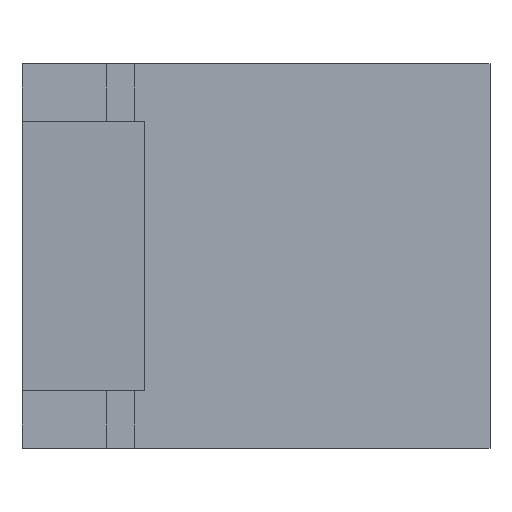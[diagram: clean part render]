
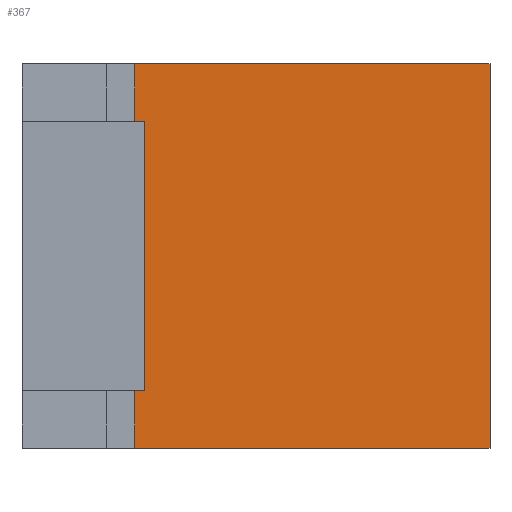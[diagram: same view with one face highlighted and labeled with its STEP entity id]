
A CAD part, front view. The second image highlights one B-rep face of the part: STEP entity #367.
In plain terms, the highlighted planar face has unit normal (0, -1, 0).
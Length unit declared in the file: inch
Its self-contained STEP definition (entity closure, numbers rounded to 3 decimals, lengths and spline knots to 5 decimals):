
#21=FACE_OUTER_BOUND('',#40,.T.);
#40=EDGE_LOOP('',(#272,#273,#274,#275,#276,#277,#278,#279));
#63=LINE('',#528,#114);
#68=LINE('',#539,#119);
#78=LINE('',#558,#129);
#79=LINE('',#561,#130);
#80=LINE('',#563,#131);
#81=LINE('',#565,#132);
#82=LINE('',#567,#133);
#83=LINE('',#568,#134);
#114=VECTOR('',#431,0.3937);
#119=VECTOR('',#440,0.3937);
#129=VECTOR('',#452,0.3937);
#130=VECTOR('',#455,0.3937);
#131=VECTOR('',#456,0.3937);
#132=VECTOR('',#457,0.3937);
#133=VECTOR('',#458,0.3937);
#134=VECTOR('',#459,0.3937);
#162=VERTEX_POINT('',#522);
#164=VERTEX_POINT('',#526);
#168=VERTEX_POINT('',#538);
#176=VERTEX_POINT('',#556);
#177=VERTEX_POINT('',#560);
#178=VERTEX_POINT('',#562);
#179=VERTEX_POINT('',#564);
#180=VERTEX_POINT('',#566);
#199=EDGE_CURVE('',#162,#164,#63,.T.);
#204=EDGE_CURVE('',#168,#162,#68,.T.);
#214=EDGE_CURVE('',#164,#176,#78,.T.);
#215=EDGE_CURVE('',#176,#177,#79,.T.);
#216=EDGE_CURVE('',#178,#177,#80,.T.);
#217=EDGE_CURVE('',#179,#178,#81,.T.);
#218=EDGE_CURVE('',#180,#179,#82,.T.);
#219=EDGE_CURVE('',#180,#168,#83,.T.);
#272=ORIENTED_EDGE('',*,*,#204,.T.);
#273=ORIENTED_EDGE('',*,*,#199,.T.);
#274=ORIENTED_EDGE('',*,*,#214,.T.);
#275=ORIENTED_EDGE('',*,*,#215,.T.);
#276=ORIENTED_EDGE('',*,*,#216,.F.);
#277=ORIENTED_EDGE('',*,*,#217,.F.);
#278=ORIENTED_EDGE('',*,*,#218,.F.);
#279=ORIENTED_EDGE('',*,*,#219,.T.);
#348=PLANE('',#400);
#367=ADVANCED_FACE('',(#21),#348,.T.);
#400=AXIS2_PLACEMENT_3D('',#559,#453,#454);
#431=DIRECTION('',(0.,0.,-1.));
#440=DIRECTION('',(1.,0.,0.));
#452=DIRECTION('',(-1.,0.,0.));
#453=DIRECTION('center_axis',(0.,-1.,0.));
#454=DIRECTION('ref_axis',(-1.,0.,0.));
#455=DIRECTION('',(0.,0.,-1.));
#456=DIRECTION('',(-1.,0.,0.));
#457=DIRECTION('',(0.,0.,-1.));
#458=DIRECTION('',(1.,0.,0.));
#459=DIRECTION('',(0.,0.,-1.));
#522=CARTESIAN_POINT('',(537.,88.06332,-3.));
#526=CARTESIAN_POINT('',(537.,88.06332,-17.));
#528=CARTESIAN_POINT('',(537.,88.06332,-1.5));
#538=CARTESIAN_POINT('',(536.5,88.06332,-3.));
#539=CARTESIAN_POINT('',(544.38858,88.06332,-3.));
#556=CARTESIAN_POINT('',(536.5,88.06332,-17.));
#558=CARTESIAN_POINT('',(544.38858,88.06332,-17.));
#559=CARTESIAN_POINT('Origin',(554.96467,88.06332,0.));
#560=CARTESIAN_POINT('',(536.5,88.06332,-20.));
#561=CARTESIAN_POINT('',(536.5,88.06332,0.));
#562=CARTESIAN_POINT('',(554.96467,88.06332,-20.));
#563=CARTESIAN_POINT('',(536.5,88.06332,-20.));
#564=CARTESIAN_POINT('',(554.96467,88.06332,0.));
#565=CARTESIAN_POINT('',(554.96467,88.06332,0.));
#566=CARTESIAN_POINT('',(536.5,88.06332,0.));
#567=CARTESIAN_POINT('',(536.5,88.06332,0.));
#568=CARTESIAN_POINT('',(536.5,88.06332,0.));
